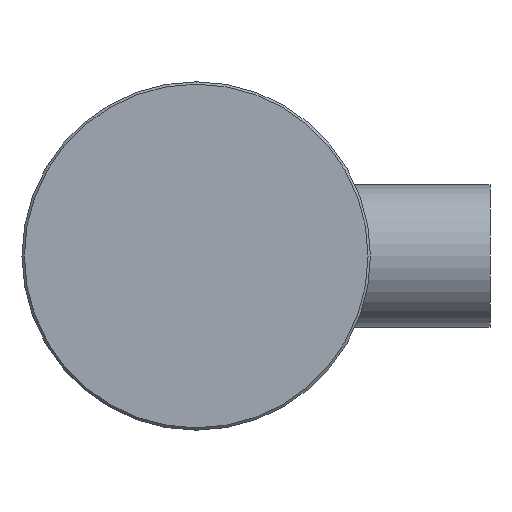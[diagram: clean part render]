
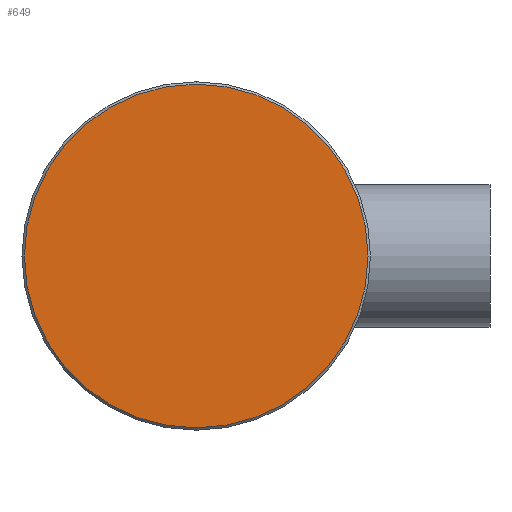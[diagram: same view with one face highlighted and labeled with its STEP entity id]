
A CAD part, left-side view. The second image highlights one B-rep face of the part: STEP entity #649.
In plain terms, the highlighted planar face has unit normal (-1, 0, 0).
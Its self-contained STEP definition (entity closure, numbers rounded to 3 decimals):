
#24 = EDGE_CURVE ( 'NONE', #654, #104, #404, .T. ) ;
#60 = ORIENTED_EDGE ( 'NONE', *, *, #24, .T. ) ;
#80 = CARTESIAN_POINT ( 'NONE',  ( 0., 0., 21.7 ) ) ;
#104 = VERTEX_POINT ( 'NONE', #80 ) ;
#129 = DIRECTION ( 'NONE',  ( -1., 0., 0. ) ) ;
#203 = AXIS2_PLACEMENT_3D ( 'NONE', #811, #518, #816 ) ;
#228 = CARTESIAN_POINT ( 'NONE',  ( 0., 0., -21.7 ) ) ;
#233 = PLANE ( 'NONE',  #203 ) ;
#321 = DIRECTION ( 'NONE',  ( 0., 0., 1. ) ) ;
#329 = CARTESIAN_POINT ( 'NONE',  ( 0., 0., 0. ) ) ;
#387 = ORIENTED_EDGE ( 'NONE', *, *, #680, .T. ) ;
#402 = DIRECTION ( 'NONE',  ( -1., 0., 0. ) ) ;
#404 = CIRCLE ( 'NONE', #558, 21.7 ) ;
#518 = DIRECTION ( 'NONE',  ( 1., 0., 0. ) ) ;
#553 = CIRCLE ( 'NONE', #745, 21.7 ) ;
#558 = AXIS2_PLACEMENT_3D ( 'NONE', #329, #129, #617 ) ;
#585 = FACE_OUTER_BOUND ( 'NONE', #848, .T. ) ;
#617 = DIRECTION ( 'NONE',  ( 0., 0., 1. ) ) ;
#649 = ADVANCED_FACE ( 'NONE', ( #585 ), #233, .F. ) ;
#654 = VERTEX_POINT ( 'NONE', #228 ) ;
#680 = EDGE_CURVE ( 'NONE', #104, #654, #553, .T. ) ;
#745 = AXIS2_PLACEMENT_3D ( 'NONE', #751, #402, #321 ) ;
#751 = CARTESIAN_POINT ( 'NONE',  ( 0., 0., 0. ) ) ;
#811 = CARTESIAN_POINT ( 'NONE',  ( 0., 0., 0. ) ) ;
#816 = DIRECTION ( 'NONE',  ( 0., 0., -1. ) ) ;
#848 = EDGE_LOOP ( 'NONE', ( #60, #387 ) ) ;
